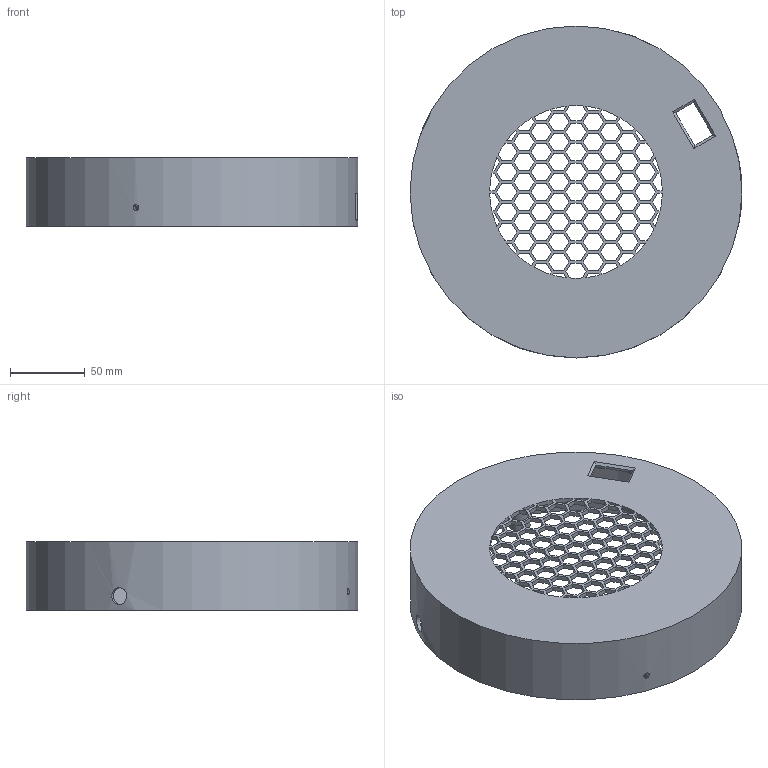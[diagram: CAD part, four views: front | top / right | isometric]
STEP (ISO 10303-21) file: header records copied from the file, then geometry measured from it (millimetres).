
FILE_DESCRIPTION(/* description */ (''),/* implementation_level */ '2;1');
FILE_NAME(/* name */ 'Air purifier Top.step',/* time_stamp */ '2025-08-28T15:51:01+05:30',/* author */ (''),/* organization */ (''),/* preprocessor_version */ 'ST-DEVELOPER v20.1',/* originating_system */ 'Autodesk Translation Framework v14.10.0.0',/* authorisation */ '');
FILE_SCHEMA (('AUTOMOTIVE_DESIGN { 1 0 10303 214 3 1 1 }'));
Length unit declared in the file: centimetre
Products named in the file (1): Air purifier
Bounding box: 221.3 x 221.3 x 46 mm (x, y, z)
Volume: 175432.7 mm3; surface area: 133700.2 mm2
Topology: 1 solids, 1 shells, 537 faces, 1567 edges, 1046 vertices
Faces by surface type: plane 481, cylinder 53, cone 3
Full cylindrical faces by diameter (mm): 1.5 x4, 1.7 x2, 1.75 x2, 4 x2, 11.177 x1, 14.5 x2, 216.3 x1, 221.3 x1
Entity records: 18193 total; most frequent: CARTESIAN_POINT 3505, ORIENTED_EDGE 3134, DIRECTION 2725, EDGE_CURVE 1567, LINE 1441, VECTOR 1441, VERTEX_POINT 1046, EDGE_LOOP 733
